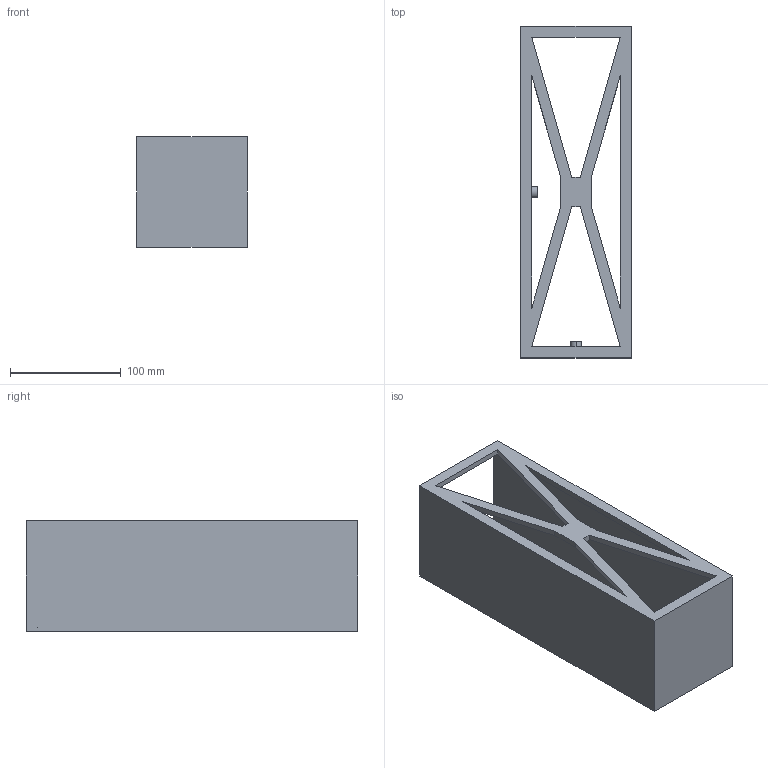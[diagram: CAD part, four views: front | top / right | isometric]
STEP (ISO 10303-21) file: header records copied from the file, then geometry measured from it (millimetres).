
FILE_DESCRIPTION (( 'STEP AP203' ), '1' );
FILE_NAME ('TestSATASSEM.STEP', '2022-05-17T18:33:34', ( '' ), ( '' ), 'SwSTEP 2.0', 'SolidWorks 2020', '' );
FILE_SCHEMA (( 'CONFIG_CONTROL_DESIGN' ));
Length unit declared in the file: millimetre
Products named in the file (3): TESTSAT; ReactionWheelTEST; TestSATASSEM
Assembly tree (4 placements, depth 2):
  TestSATASSEM
    TESTSAT
    ReactionWheelTEST  x3
Bounding box: 100 x 300 x 100 mm (x, y, z)
Volume: 439198.3 mm3; surface area: 194444.1 mm2
Topology: 4 solids, 4 shells, 64 faces, 156 edges, 104 vertices
Faces by surface type: plane 52, cylinder 12
Entity records: 1925 total; most frequent: CARTESIAN_POINT 277, ORIENTED_EDGE 264, DIRECTION 254, EDGE_CURVE 132, LINE 124, VECTOR 124, VERTEX_POINT 88, EDGE_LOOP 68
